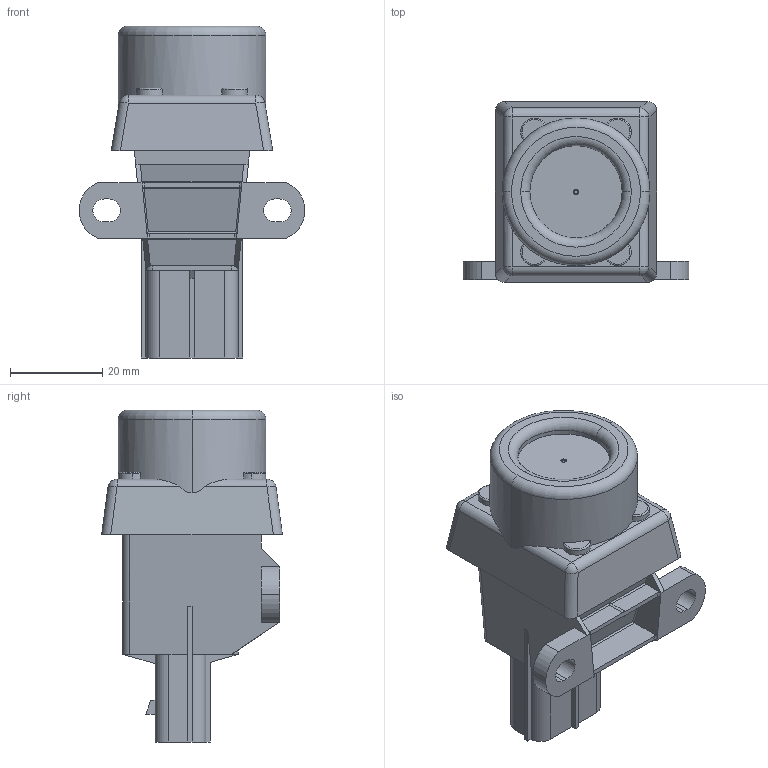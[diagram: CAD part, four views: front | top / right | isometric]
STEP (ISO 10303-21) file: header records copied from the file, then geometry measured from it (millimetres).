
FILE_DESCRIPTION (( 'STEP AP214' ), '1' );
FILE_NAME ('EL_0100_002.STEP', '2017-12-03T16:29:06', ( '' ), ( '' ), 'SwSTEP 2.0', 'SolidWorks 2016', '' );
FILE_SCHEMA (( 'AUTOMOTIVE_DESIGN' ));
Length unit declared in the file: millimetre
Products named in the file (1): EL_0100_002
Bounding box: 49 x 39.2 x 72 mm (x, y, z)
Volume: 45416.2 mm3; surface area: 12064.5 mm2
Topology: 1 solids, 1 shells, 229 faces, 576 edges, 361 vertices
Faces by surface type: plane 120, cylinder 79, torus 18, bspline 8, sphere 4
Entity records: 7009 total; most frequent: CARTESIAN_POINT 1609, ORIENTED_EDGE 1152, DIRECTION 1077, EDGE_CURVE 576, VECTOR 363, LINE 363, VERTEX_POINT 361, AXIS2_PLACEMENT_3D 357
